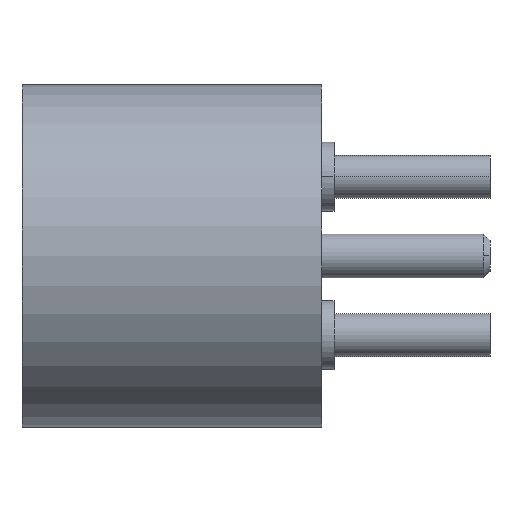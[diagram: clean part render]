
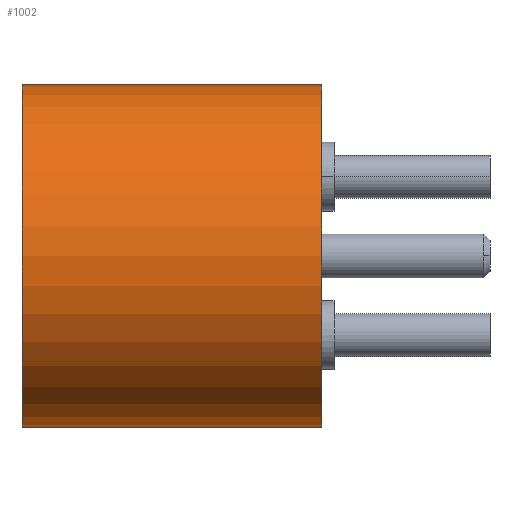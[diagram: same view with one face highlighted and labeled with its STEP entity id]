
A CAD part, top view. The second image highlights one B-rep face of the part: STEP entity #1002.
In plain terms, the highlighted cylindrical face has radius 2.75 mm (diameter 5.5 mm), a partial arc.
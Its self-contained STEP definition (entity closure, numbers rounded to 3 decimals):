
#29 = EDGE_LOOP ( 'NONE', ( #1100, #863, #113, #792 ) ) ;
#31 = EDGE_CURVE ( 'NONE', #758, #346, #741, .T. ) ;
#43 = AXIS2_PLACEMENT_3D ( 'NONE', #732, #706, #1143 ) ;
#95 = DIRECTION ( 'NONE',  ( 1., 0., 0. ) ) ;
#113 = ORIENTED_EDGE ( 'NONE', *, *, #31, .T. ) ;
#211 = DIRECTION ( 'NONE',  ( 1., 0., 0. ) ) ;
#342 = CIRCLE ( 'NONE', #366, 2.75 ) ;
#346 = VERTEX_POINT ( 'NONE', #723 ) ;
#366 = AXIS2_PLACEMENT_3D ( 'NONE', #1157, #742, #411 ) ;
#386 = AXIS2_PLACEMENT_3D ( 'NONE', #1270, #1367, #1152 ) ;
#411 = DIRECTION ( 'NONE',  ( 0., 1., 0. ) ) ;
#434 = VERTEX_POINT ( 'NONE', #972 ) ;
#512 = LINE ( 'NONE', #930, #877 ) ;
#565 = EDGE_CURVE ( 'NONE', #758, #434, #728, .T. ) ;
#625 = CARTESIAN_POINT ( 'NONE',  ( -0.24, -2.75, 0. ) ) ;
#667 = VECTOR ( 'NONE', #211, 1000. ) ;
#706 = DIRECTION ( 'NONE',  ( -1., 0., 0. ) ) ;
#723 = CARTESIAN_POINT ( 'NONE',  ( 4.8, -2.75, 0. ) ) ;
#728 = CIRCLE ( 'NONE', #43, 2.75 ) ;
#732 = CARTESIAN_POINT ( 'NONE',  ( 0., 0., 0. ) ) ;
#741 = LINE ( 'NONE', #625, #667 ) ;
#742 = DIRECTION ( 'NONE',  ( 1., 0., 0. ) ) ;
#758 = VERTEX_POINT ( 'NONE', #1339 ) ;
#792 = ORIENTED_EDGE ( 'NONE', *, *, #1121, .F. ) ;
#863 = ORIENTED_EDGE ( 'NONE', *, *, #565, .F. ) ;
#868 = CARTESIAN_POINT ( 'NONE',  ( 4.8, 2.75, 0. ) ) ;
#877 = VECTOR ( 'NONE', #95, 1000. ) ;
#911 = EDGE_CURVE ( 'NONE', #434, #1187, #512, .T. ) ;
#930 = CARTESIAN_POINT ( 'NONE',  ( -0.24, 2.75, 0. ) ) ;
#972 = CARTESIAN_POINT ( 'NONE',  ( 0., 2.75, 0. ) ) ;
#1002 = ADVANCED_FACE ( 'NONE', ( #1158 ), #1139, .T. ) ;
#1100 = ORIENTED_EDGE ( 'NONE', *, *, #911, .F. ) ;
#1121 = EDGE_CURVE ( 'NONE', #1187, #346, #342, .T. ) ;
#1139 = CYLINDRICAL_SURFACE ( 'NONE', #386, 2.75 ) ;
#1143 = DIRECTION ( 'NONE',  ( 0., 1., 0. ) ) ;
#1152 = DIRECTION ( 'NONE',  ( 0., -1., 0. ) ) ;
#1157 = CARTESIAN_POINT ( 'NONE',  ( 4.8, 0., 0. ) ) ;
#1158 = FACE_OUTER_BOUND ( 'NONE', #29, .T. ) ;
#1187 = VERTEX_POINT ( 'NONE', #868 ) ;
#1270 = CARTESIAN_POINT ( 'NONE',  ( -0.24, 0., 0. ) ) ;
#1339 = CARTESIAN_POINT ( 'NONE',  ( 0., -2.75, 0. ) ) ;
#1367 = DIRECTION ( 'NONE',  ( 1., 0., 0. ) ) ;
